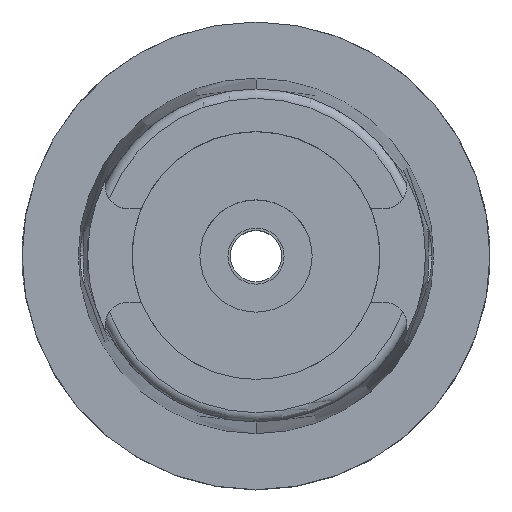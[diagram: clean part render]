
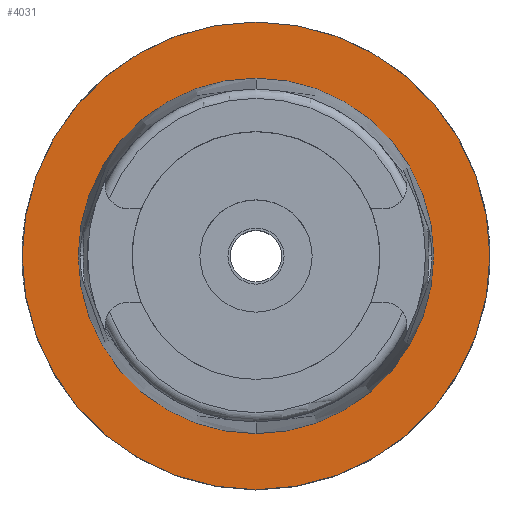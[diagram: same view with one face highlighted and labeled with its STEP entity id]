
A CAD part, top view. The second image highlights one B-rep face of the part: STEP entity #4031.
In plain terms, the highlighted planar face has unit normal (0, 0, 1).
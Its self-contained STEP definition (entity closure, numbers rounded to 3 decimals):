
#1988=CARTESIAN_POINT('',(0.,0.,0.));
#1989=DIRECTION('',(0.,0.,-1.));
#1990=DIRECTION('',(0.,-1.,0.));
#1991=AXIS2_PLACEMENT_3D('',#1988,#1989,#1990);
#1996=CARTESIAN_POINT('',(0.,0.,0.));
#1997=DIRECTION('',(0.,0.,-1.));
#1998=DIRECTION('',(0.,1.,0.));
#1999=AXIS2_PLACEMENT_3D('',#1996,#1997,#1998);
#2004=CARTESIAN_POINT('',(0.,0.,0.));
#2005=DIRECTION('',(0.,0.,1.));
#2006=DIRECTION('',(0.,-1.,0.));
#2007=AXIS2_PLACEMENT_3D('',#2004,#2005,#2006);
#2012=CARTESIAN_POINT('',(0.,0.,0.));
#2013=DIRECTION('',(0.,0.,1.));
#2014=DIRECTION('',(0.,1.,0.));
#2015=AXIS2_PLACEMENT_3D('',#2012,#2013,#2014);
#2312=CARTESIAN_POINT('',(0.,-38.,0.));
#2313=VERTEX_POINT('',#2312);
#2314=CARTESIAN_POINT('',(0.,38.,0.));
#2315=VERTEX_POINT('',#2314);
#2557=CARTESIAN_POINT('',(0.,50.,0.));
#2558=VERTEX_POINT('',#2557);
#2559=CARTESIAN_POINT('',(0.,-50.,0.));
#2560=VERTEX_POINT('',#2559);
#4018=CARTESIAN_POINT('',(0.,0.,0.));
#4019=DIRECTION('',(0.,0.,1.));
#4020=DIRECTION('',(0.,1.,0.));
#4021=AXIS2_PLACEMENT_3D('',#4018,#4019,#4020);
#4022=PLANE('',#4021);
#4023=ORIENTED_EDGE('',*,*,#3783,.T.);
#4024=ORIENTED_EDGE('',*,*,#3892,.T.);
#4025=EDGE_LOOP('',(#4023,#4024));
#4026=FACE_OUTER_BOUND('',#4025,.F.);
#4027=ORIENTED_EDGE('',*,*,#2795,.T.);
#4028=ORIENTED_EDGE('',*,*,#2766,.T.);
#4029=EDGE_LOOP('',(#4027,#4028));
#4030=FACE_BOUND('',#4029,.F.);
#1992=CIRCLE('',#1991,50.);
#2000=CIRCLE('',#1999,50.);
#2008=CIRCLE('',#2007,38.);
#2016=CIRCLE('',#2015,38.);
#2766=EDGE_CURVE('',#2315,#2313,#2016,.T.);
#2795=EDGE_CURVE('',#2313,#2315,#2008,.T.);
#3783=EDGE_CURVE('',#2560,#2558,#1992,.T.);
#3892=EDGE_CURVE('',#2558,#2560,#2000,.T.);
#4031=ADVANCED_FACE('',(#4026,#4030),#4022,.T.);
